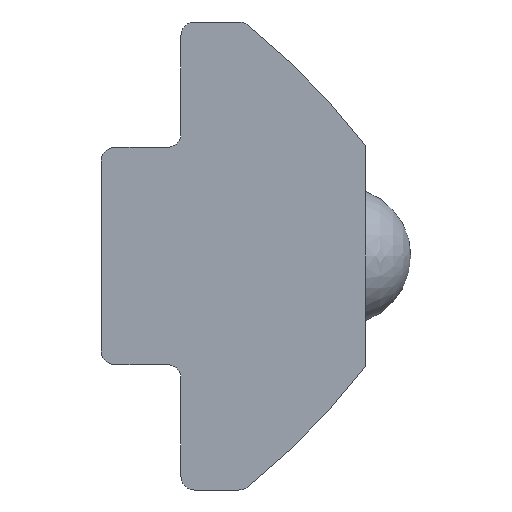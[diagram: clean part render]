
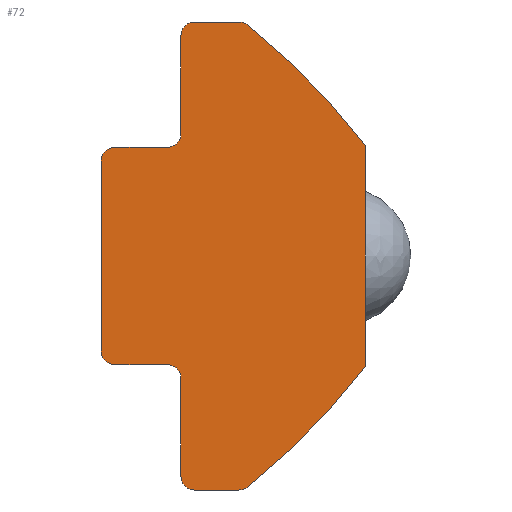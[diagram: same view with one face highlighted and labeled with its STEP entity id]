
A CAD part, left-side view. The second image highlights one B-rep face of the part: STEP entity #72.
In plain terms, the highlighted planar face has unit normal (-1, 0, 0).
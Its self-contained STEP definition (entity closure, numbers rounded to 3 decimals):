
#72 = ADVANCED_FACE( '', ( #153 ), #154, .F. );
#153 = FACE_OUTER_BOUND( '', #239, .T. );
#154 = PLANE( '', #240 );
#239 = EDGE_LOOP( '', ( #370, #371, #372, #373, #374, #375, #376, #377, #378, #379, #380, #381, #382, #383, #384, #385, #386, #387 ) );
#240 = AXIS2_PLACEMENT_3D( '', #388, #389, #390 );
#370 = ORIENTED_EDGE( '', *, *, #527, .F. );
#371 = ORIENTED_EDGE( '', *, *, #544, .F. );
#372 = ORIENTED_EDGE( '', *, *, #540, .T. );
#373 = ORIENTED_EDGE( '', *, *, #499, .F. );
#374 = ORIENTED_EDGE( '', *, *, #545, .F. );
#375 = ORIENTED_EDGE( '', *, *, #505, .F. );
#376 = ORIENTED_EDGE( '', *, *, #494, .F. );
#377 = ORIENTED_EDGE( '', *, *, #546, .F. );
#378 = ORIENTED_EDGE( '', *, *, #547, .T. );
#379 = ORIENTED_EDGE( '', *, *, #531, .F. );
#380 = ORIENTED_EDGE( '', *, *, #536, .F. );
#381 = ORIENTED_EDGE( '', *, *, #548, .F. );
#382 = ORIENTED_EDGE( '', *, *, #549, .F. );
#383 = ORIENTED_EDGE( '', *, *, #516, .F. );
#384 = ORIENTED_EDGE( '', *, *, #550, .F. );
#385 = ORIENTED_EDGE( '', *, *, #551, .F. );
#386 = ORIENTED_EDGE( '', *, *, #552, .F. );
#387 = ORIENTED_EDGE( '', *, *, #511, .F. );
#388 = CARTESIAN_POINT( '', ( 0., 6.2, 8. ) );
#389 = DIRECTION( '', ( 1., 0., 0. ) );
#390 = DIRECTION( '', ( 0., 0., -1. ) );
#494 = EDGE_CURVE( '', #578, #579, #580, .T. );
#499 = EDGE_CURVE( '', #587, #588, #589, .T. );
#505 = EDGE_CURVE( '', #579, #598, #599, .T. );
#511 = EDGE_CURVE( '', #607, #608, #609, .T. );
#516 = EDGE_CURVE( '', #616, #617, #618, .T. );
#527 = EDGE_CURVE( '', #633, #607, #634, .T. );
#531 = EDGE_CURVE( '', #639, #640, #641, .T. );
#536 = EDGE_CURVE( '', #648, #639, #649, .T. );
#540 = EDGE_CURVE( '', #654, #588, #655, .T. );
#544 = EDGE_CURVE( '', #654, #633, #660, .T. );
#545 = EDGE_CURVE( '', #598, #587, #661, .T. );
#546 = EDGE_CURVE( '', #662, #578, #663, .T. );
#547 = EDGE_CURVE( '', #662, #640, #664, .T. );
#548 = EDGE_CURVE( '', #665, #648, #666, .T. );
#549 = EDGE_CURVE( '', #617, #665, #667, .T. );
#550 = EDGE_CURVE( '', #668, #616, #669, .T. );
#551 = EDGE_CURVE( '', #670, #668, #671, .T. );
#552 = EDGE_CURVE( '', #608, #670, #672, .T. );
#578 = VERTEX_POINT( '', #702 );
#579 = VERTEX_POINT( '', #703 );
#580 = CIRCLE( '', #704, 0.5 );
#587 = VERTEX_POINT( '', #713 );
#588 = VERTEX_POINT( '', #714 );
#589 = LINE( '', #715, #716 );
#598 = VERTEX_POINT( '', #728 );
#599 = LINE( '', #729, #730 );
#607 = VERTEX_POINT( '', #740 );
#608 = VERTEX_POINT( '', #741 );
#609 = LINE( '', #742, #743 );
#616 = VERTEX_POINT( '', #753 );
#617 = VERTEX_POINT( '', #754 );
#618 = CIRCLE( '', #755, 24.5 );
#633 = VERTEX_POINT( '', #772 );
#634 = CIRCLE( '', #773, 0.5 );
#639 = VERTEX_POINT( '', #779 );
#640 = VERTEX_POINT( '', #780 );
#641 = LINE( '', #781, #782 );
#648 = VERTEX_POINT( '', #792 );
#649 = CIRCLE( '', #793, 0.5 );
#654 = VERTEX_POINT( '', #799 );
#655 = CIRCLE( '', #800, 0.5 );
#660 = LINE( '', #806, #807 );
#661 = CIRCLE( '', #808, 0.5 );
#662 = VERTEX_POINT( '', #809 );
#663 = LINE( '', #810, #811 );
#664 = CIRCLE( '', #812, 0.5 );
#665 = VERTEX_POINT( '', #813 );
#666 = LINE( '', #814, #815 );
#667 = CIRCLE( '', #816, 0.5 );
#668 = VERTEX_POINT( '', #817 );
#669 = LINE( '', #818, #819 );
#670 = VERTEX_POINT( '', #820 );
#671 = CIRCLE( '', #821, 24.5 );
#672 = CIRCLE( '', #822, 0.5 );
#702 = CARTESIAN_POINT( '', ( 0., 9.1, -3.95 ) );
#703 = CARTESIAN_POINT( '', ( 0., 9.6, -3.45 ) );
#704 = AXIS2_PLACEMENT_3D( '', #859, #860, #861 );
#713 = CARTESIAN_POINT( '', ( 0., 9.1, 3.95 ) );
#714 = CARTESIAN_POINT( '', ( 0., 7.2, 3.95 ) );
#715 = CARTESIAN_POINT( '', ( 0., 9.1, 3.95 ) );
#716 = VECTOR( '', #867, 1000. );
#728 = CARTESIAN_POINT( '', ( 0., 9.6, 3.45 ) );
#729 = CARTESIAN_POINT( '', ( 0., 9.6, -3.45 ) );
#730 = VECTOR( '', #874, 1000. );
#740 = CARTESIAN_POINT( '', ( 0., 6.2, 8.5 ) );
#741 = CARTESIAN_POINT( '', ( 0., 4.6, 8.5 ) );
#742 = CARTESIAN_POINT( '', ( 0., 6.2, 8.5 ) );
#743 = VECTOR( '', #880, 1000. );
#753 = CARTESIAN_POINT( '', ( 0., 0., -4. ) );
#754 = CARTESIAN_POINT( '', ( 0., 4.3, -8.4 ) );
#755 = AXIS2_PLACEMENT_3D( '', #884, #885, #886 );
#772 = CARTESIAN_POINT( '', ( 0., 6.7, 8. ) );
#773 = AXIS2_PLACEMENT_3D( '', #901, #902, #903 );
#779 = CARTESIAN_POINT( '', ( 0., 6.7, -8. ) );
#780 = CARTESIAN_POINT( '', ( 0., 6.7, -4.45 ) );
#781 = CARTESIAN_POINT( '', ( 0., 6.7, -8. ) );
#782 = VECTOR( '', #908, 1000. );
#792 = CARTESIAN_POINT( '', ( 0., 6.2, -8.5 ) );
#793 = AXIS2_PLACEMENT_3D( '', #912, #913, #914 );
#799 = CARTESIAN_POINT( '', ( 0., 6.7, 4.45 ) );
#800 = AXIS2_PLACEMENT_3D( '', #919, #920, #921 );
#806 = CARTESIAN_POINT( '', ( 0., 6.7, 4.45 ) );
#807 = VECTOR( '', #926, 1000. );
#808 = AXIS2_PLACEMENT_3D( '', #927, #928, #929 );
#809 = CARTESIAN_POINT( '', ( 0., 7.2, -3.95 ) );
#810 = CARTESIAN_POINT( '', ( 0., 7.2, -3.95 ) );
#811 = VECTOR( '', #930, 1000. );
#812 = AXIS2_PLACEMENT_3D( '', #931, #932, #933 );
#813 = CARTESIAN_POINT( '', ( 0., 4.6, -8.5 ) );
#814 = CARTESIAN_POINT( '', ( 0., 4.6, -8.5 ) );
#815 = VECTOR( '', #934, 1000. );
#816 = AXIS2_PLACEMENT_3D( '', #935, #936, #937 );
#817 = CARTESIAN_POINT( '', ( 0., 0., 4. ) );
#818 = CARTESIAN_POINT( '', ( 0., 0., 4. ) );
#819 = VECTOR( '', #938, 1000. );
#820 = CARTESIAN_POINT( '', ( 0., 4.3, 8.4 ) );
#821 = AXIS2_PLACEMENT_3D( '', #939, #940, #941 );
#822 = AXIS2_PLACEMENT_3D( '', #942, #943, #944 );
#859 = CARTESIAN_POINT( '', ( 0., 9.1, -3.45 ) );
#860 = DIRECTION( '', ( 1., 0., 0. ) );
#861 = DIRECTION( '', ( 0., 0., -1. ) );
#867 = DIRECTION( '', ( 0., -1., 0. ) );
#874 = DIRECTION( '', ( 0., 0., 1. ) );
#880 = DIRECTION( '', ( 0., -1., 0. ) );
#884 = CARTESIAN_POINT( '', ( 0., 19.533, 10.788 ) );
#885 = DIRECTION( '', ( 1., 0., 0. ) );
#886 = DIRECTION( '', ( 0., 0., -1. ) );
#901 = CARTESIAN_POINT( '', ( 0., 6.2, 8. ) );
#902 = DIRECTION( '', ( 1., 0., 0. ) );
#903 = DIRECTION( '', ( 0., 0., -1. ) );
#908 = DIRECTION( '', ( 0., 0., 1. ) );
#912 = CARTESIAN_POINT( '', ( 0., 6.2, -8. ) );
#913 = DIRECTION( '', ( 1., 0., 0. ) );
#914 = DIRECTION( '', ( 0., 0., -1. ) );
#919 = CARTESIAN_POINT( '', ( 0., 7.2, 4.45 ) );
#920 = DIRECTION( '', ( 1., 0., 0. ) );
#921 = DIRECTION( '', ( 0., 0., -1. ) );
#926 = DIRECTION( '', ( 0., 0., 1. ) );
#927 = CARTESIAN_POINT( '', ( 0., 9.1, 3.45 ) );
#928 = DIRECTION( '', ( 1., 0., 0. ) );
#929 = DIRECTION( '', ( 0., 0., -1. ) );
#930 = DIRECTION( '', ( 0., 1., 0. ) );
#931 = CARTESIAN_POINT( '', ( 0., 7.2, -4.45 ) );
#932 = DIRECTION( '', ( 1., 0., 0. ) );
#933 = DIRECTION( '', ( 0., 0., -1. ) );
#934 = DIRECTION( '', ( 0., 1., 0. ) );
#935 = CARTESIAN_POINT( '', ( 0., 4.6, -8. ) );
#936 = DIRECTION( '', ( 1., 0., 0. ) );
#937 = DIRECTION( '', ( 0., 0., -1. ) );
#938 = DIRECTION( '', ( 0., 0., -1. ) );
#939 = CARTESIAN_POINT( '', ( 0., 19.533, -10.788 ) );
#940 = DIRECTION( '', ( 1., 0., 0. ) );
#941 = DIRECTION( '', ( 0., 0., -1. ) );
#942 = CARTESIAN_POINT( '', ( 0., 4.6, 8. ) );
#943 = DIRECTION( '', ( 1., 0., 0. ) );
#944 = DIRECTION( '', ( 0., 0., -1. ) );
